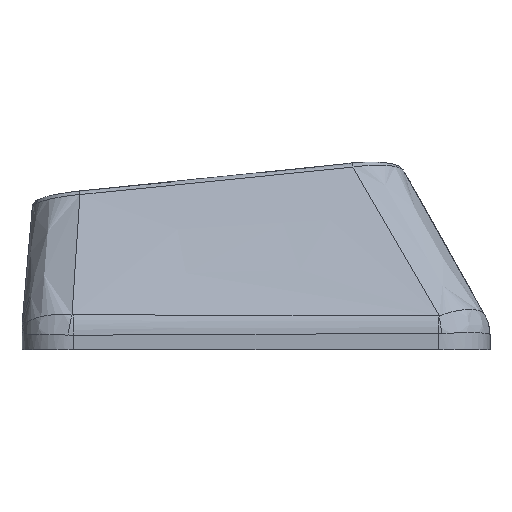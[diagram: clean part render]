
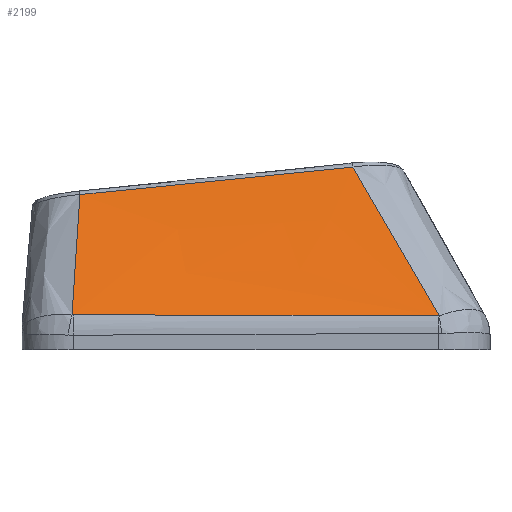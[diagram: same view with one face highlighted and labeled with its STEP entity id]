
A CAD part, left-side view. The second image highlights one B-rep face of the part: STEP entity #2199.
In plain terms, the highlighted free-form (B-spline) face has degree [3, 3] with [4, 4] control points.
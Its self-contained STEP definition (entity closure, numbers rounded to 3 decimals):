
#360=FACE_OUTER_BOUND('',#468,.T.);
#468=EDGE_LOOP('',(#2035,#2036,#2037,#2038,#2039,#2040));
#635=B_SPLINE_CURVE_WITH_KNOTS('',3,(#4731,#4732,#4733,#4734),
 .UNSPECIFIED.,.F.,.F.,(4,4),(0.,0.005),.UNSPECIFIED.);
#637=B_SPLINE_CURVE_WITH_KNOTS('',3,(#4758,#4759,#4760,#4761),
 .UNSPECIFIED.,.F.,.F.,(4,4),(0.,1.416),.UNSPECIFIED.);
#639=B_SPLINE_CURVE_WITH_KNOTS('',3,(#4785,#4786,#4787,#4788),
 .UNSPECIFIED.,.F.,.F.,(4,4),(0.,0.003),.UNSPECIFIED.);
#674=B_SPLINE_CURVE_WITH_KNOTS('',3,(#5560,#5561,#5562,#5563),
 .UNSPECIFIED.,.F.,.F.,(4,4),(0.,1.065),.UNSPECIFIED.);
#676=B_SPLINE_CURVE_WITH_KNOTS('',3,(#5672,#5673,#5674,#5675),
 .UNSPECIFIED.,.F.,.F.,(4,4),(-0.57,-0.02),
 .UNSPECIFIED.);
#702=B_SPLINE_CURVE_WITH_KNOTS('',3,(#6167,#6168,#6169,#6170,#6171,#6172,
#6173,#6174,#6175,#6176,#6177,#6178,#6179,#6180,#6181,#6182,#6183,#6184,
#6185),.UNSPECIFIED.,.F.,.F.,(4,3,3,3,3,3,4),(0.026,0.174,
0.323,0.397,0.566,0.735,
0.755),.UNSPECIFIED.);
#871=VERTEX_POINT('',#4699);
#873=VERTEX_POINT('',#4729);
#875=VERTEX_POINT('',#4756);
#877=VERTEX_POINT('',#4783);
#956=VERTEX_POINT('',#5531);
#957=VERTEX_POINT('',#5558);
#1154=EDGE_CURVE('',#873,#871,#635,.T.);
#1157=EDGE_CURVE('',#875,#873,#637,.T.);
#1160=EDGE_CURVE('',#877,#875,#639,.T.);
#1284=EDGE_CURVE('',#956,#957,#674,.T.);
#1288=EDGE_CURVE('',#871,#956,#676,.T.);
#1334=EDGE_CURVE('',#957,#877,#702,.T.);
#2035=ORIENTED_EDGE('',*,*,#1160,.F.);
#2036=ORIENTED_EDGE('',*,*,#1334,.F.);
#2037=ORIENTED_EDGE('',*,*,#1284,.F.);
#2038=ORIENTED_EDGE('',*,*,#1288,.F.);
#2039=ORIENTED_EDGE('',*,*,#1154,.F.);
#2040=ORIENTED_EDGE('',*,*,#1157,.F.);
#2091=B_SPLINE_SURFACE_WITH_KNOTS('',3,3,((#6151,#6152,#6153,#6154),(#6155,
#6156,#6157,#6158),(#6159,#6160,#6161,#6162),(#6163,#6164,#6165,#6166)),
 .UNSPECIFIED.,.F.,.F.,.F.,(4,4),(4,4),(0.099,0.893),
(0.032,0.95),.UNSPECIFIED.);
#2199=ADVANCED_FACE('',(#360),#2091,.T.);
#4699=CARTESIAN_POINT('',(-11.231,7.14,0.369));
#4729=CARTESIAN_POINT('',(-11.234,7.085,0.364));
#4731=CARTESIAN_POINT('Ctrl Pts',(-11.234,7.085,0.364));
#4732=CARTESIAN_POINT('Ctrl Pts',(-11.234,7.103,0.364));
#4733=CARTESIAN_POINT('Ctrl Pts',(-11.233,7.122,0.366));
#4734=CARTESIAN_POINT('Ctrl Pts',(-11.231,7.14,0.369));
#4756=CARTESIAN_POINT('',(-11.299,-7.078,0.319));
#4758=CARTESIAN_POINT('Ctrl Pts',(-11.299,-7.078,0.319));
#4759=CARTESIAN_POINT('Ctrl Pts',(-11.283,-2.357,0.333));
#4760=CARTESIAN_POINT('Ctrl Pts',(-11.262,2.364,0.348));
#4761=CARTESIAN_POINT('Ctrl Pts',(-11.234,7.085,0.364));
#4783=CARTESIAN_POINT('',(-11.299,-7.11,0.321));
#4785=CARTESIAN_POINT('Ctrl Pts',(-11.299,-7.11,0.321));
#4786=CARTESIAN_POINT('Ctrl Pts',(-11.299,-7.099,0.32));
#4787=CARTESIAN_POINT('Ctrl Pts',(-11.3,-7.089,0.319));
#4788=CARTESIAN_POINT('Ctrl Pts',(-11.299,-7.078,0.319));
#5531=CARTESIAN_POINT('',(-8.343,6.832,5.027));
#5558=CARTESIAN_POINT('',(-8.346,-3.761,6.093));
#5560=CARTESIAN_POINT('Ctrl Pts',(-8.343,6.832,5.027));
#5561=CARTESIAN_POINT('Ctrl Pts',(-8.345,3.301,5.382));
#5562=CARTESIAN_POINT('Ctrl Pts',(-8.346,-0.23,5.737));
#5563=CARTESIAN_POINT('Ctrl Pts',(-8.346,-3.761,6.093));
#5672=CARTESIAN_POINT('Ctrl Pts',(-11.231,7.14,0.369));
#5673=CARTESIAN_POINT('Ctrl Pts',(-10.264,7.031,1.92));
#5674=CARTESIAN_POINT('Ctrl Pts',(-9.3,6.927,3.472));
#5675=CARTESIAN_POINT('Ctrl Pts',(-8.343,6.832,5.027));
#6151=CARTESIAN_POINT('Ctrl Pts',(-8.343,-4.134,6.138));
#6152=CARTESIAN_POINT('Ctrl Pts',(-9.328,-5.126,4.199));
#6153=CARTESIAN_POINT('Ctrl Pts',(-10.314,-6.119,2.259));
#6154=CARTESIAN_POINT('Ctrl Pts',(-11.3,-7.111,0.319));
#6155=CARTESIAN_POINT('Ctrl Pts',(-8.343,-0.376,
5.757));
#6156=CARTESIAN_POINT('Ctrl Pts',(-9.328,-1.038,3.938));
#6157=CARTESIAN_POINT('Ctrl Pts',(-10.314,-1.699,2.119));
#6158=CARTESIAN_POINT('Ctrl Pts',(-11.3,-2.361,0.299));
#6159=CARTESIAN_POINT('Ctrl Pts',(-8.343,3.381,5.377));
#6160=CARTESIAN_POINT('Ctrl Pts',(-9.328,3.051,3.678));
#6161=CARTESIAN_POINT('Ctrl Pts',(-10.314,2.72,1.979));
#6162=CARTESIAN_POINT('Ctrl Pts',(-11.3,2.389,0.28));
#6163=CARTESIAN_POINT('Ctrl Pts',(-8.343,7.139,4.996));
#6164=CARTESIAN_POINT('Ctrl Pts',(-9.328,7.139,3.417));
#6165=CARTESIAN_POINT('Ctrl Pts',(-10.314,7.139,1.839));
#6166=CARTESIAN_POINT('Ctrl Pts',(-11.3,7.14,0.26));
#6167=CARTESIAN_POINT('Ctrl Pts',(-8.346,-3.761,6.093));
#6168=CARTESIAN_POINT('Ctrl Pts',(-8.547,-3.989,5.704));
#6169=CARTESIAN_POINT('Ctrl Pts',(-8.748,-4.216,5.314));
#6170=CARTESIAN_POINT('Ctrl Pts',(-8.948,-4.443,4.924));
#6171=CARTESIAN_POINT('Ctrl Pts',(-9.149,-4.671,4.533));
#6172=CARTESIAN_POINT('Ctrl Pts',(-9.349,-4.898,4.141));
#6173=CARTESIAN_POINT('Ctrl Pts',(-9.55,-5.126,3.75));
#6174=CARTESIAN_POINT('Ctrl Pts',(-9.651,-5.24,3.553));
#6175=CARTESIAN_POINT('Ctrl Pts',(-9.752,-5.355,3.355));
#6176=CARTESIAN_POINT('Ctrl Pts',(-9.853,-5.469,3.158));
#6177=CARTESIAN_POINT('Ctrl Pts',(-10.08,-5.727,2.713));
#6178=CARTESIAN_POINT('Ctrl Pts',(-10.308,-5.985,2.267));
#6179=CARTESIAN_POINT('Ctrl Pts',(-10.535,-6.243,1.822));
#6180=CARTESIAN_POINT('Ctrl Pts',(-10.762,-6.501,1.375));
#6181=CARTESIAN_POINT('Ctrl Pts',(-10.99,-6.759,0.929));
#6182=CARTESIAN_POINT('Ctrl Pts',(-11.217,-7.017,0.482));
#6183=CARTESIAN_POINT('Ctrl Pts',(-11.244,-7.048,0.428));
#6184=CARTESIAN_POINT('Ctrl Pts',(-11.271,-7.079,0.375));
#6185=CARTESIAN_POINT('Ctrl Pts',(-11.299,-7.11,0.321));
